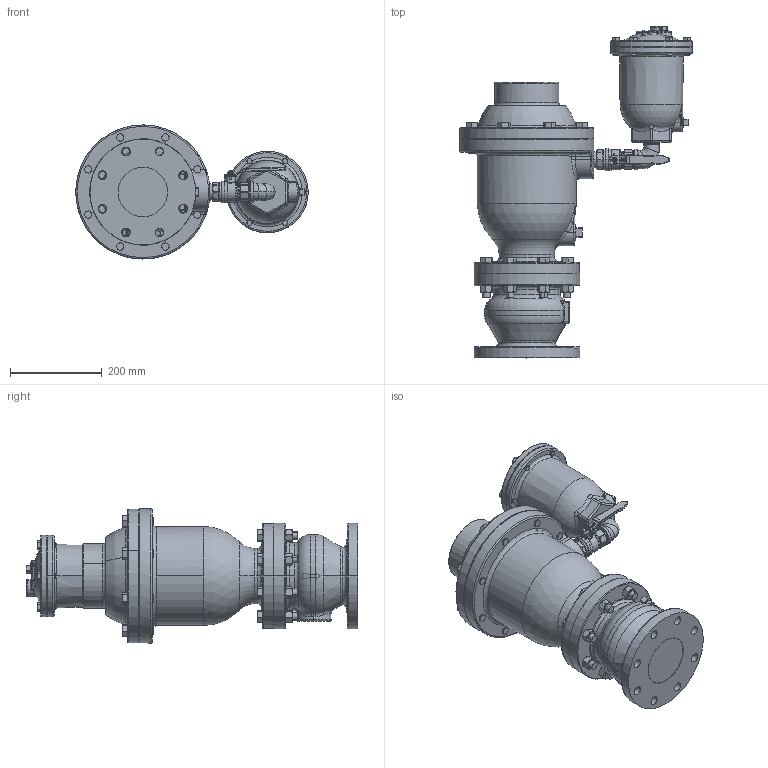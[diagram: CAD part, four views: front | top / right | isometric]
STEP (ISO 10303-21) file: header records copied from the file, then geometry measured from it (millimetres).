
FILE_DESCRIPTION((''),'2;1');
FILE_NAME('104SSA_1-38_SW0001','2023-10-31T10:30:37',('jlesh'),(''),'CREO PARAMETRIC BY PTC INC, 2023072','CREO PARAMETRIC BY PTC INC, 2023072','');
FILE_SCHEMA(('AUTOMOTIVE_DESIGN { 1 0 10303 214 1 1 1 1 }'));
Products named in the file (1): 104SSA_1-38_SW0001
Bounding box: 506.27 x 722.96 x 292.1 mm (x, y, z)
Volume: 22443951.4 mm3; surface area: 814277.1 mm2
Topology: 1 solids, 1 shells, 1612 faces, 4034 edges, 2425 vertices
Faces by surface type: plane 507, cone 318, cylinder 312, bspline 275, torus 120, sphere 48, extrusion 32
Entity records: 89837 total; most frequent: CARTESIAN_POINT 52931, ORIENTED_EDGE 7936, DIRECTION 6120, EDGE_CURVE 3968, VERTEX_POINT 2425, AXIS2_PLACEMENT_3D 2422, EDGE_LOOP 1725, B_SPLINE_CURVE_WITH_KNOTS 1639
